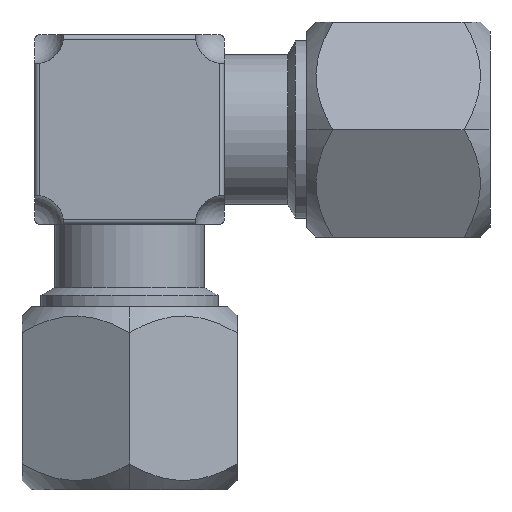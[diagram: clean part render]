
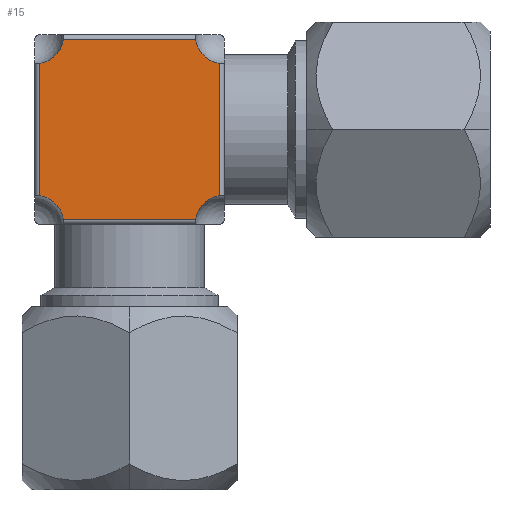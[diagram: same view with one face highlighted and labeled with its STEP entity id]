
A CAD part, left-side view. The second image highlights one B-rep face of the part: STEP entity #15.
In plain terms, the highlighted planar face has unit normal (-1, 0, 0).
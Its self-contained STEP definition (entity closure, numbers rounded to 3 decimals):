
#13 = EDGE_LOOP ( 'NONE', ( #28, #313, #338, #345, #29, #32, #27, #335 ) ) ;
#15 = ADVANCED_FACE ( 'NONE', ( #983 ), #982, .F. ) ;
#25 = VERTEX_POINT ( 'NONE', #1097 ) ;
#26 = VERTEX_POINT ( 'NONE', #1096 ) ;
#27 = ORIENTED_EDGE ( 'NONE', *, *, #55, .F. ) ;
#28 = ORIENTED_EDGE ( 'NONE', *, *, #34, .F. ) ;
#29 = ORIENTED_EDGE ( 'NONE', *, *, #30, .F. ) ;
#30 = EDGE_CURVE ( 'NONE', #342, #290, #1088, .T. ) ;
#31 = EDGE_CURVE ( 'NONE', #342, #26, #1089, .T. ) ;
#32 = ORIENTED_EDGE ( 'NONE', *, *, #31, .T. ) ;
#33 = VERTEX_POINT ( 'NONE', #1080 ) ;
#34 = EDGE_CURVE ( 'NONE', #25, #33, #1079, .T. ) ;
#55 = EDGE_CURVE ( 'NONE', #337, #26, #1244, .T. ) ;
#272 = EDGE_CURVE ( 'NONE', #25, #298, #1612, .T. ) ;
#273 = EDGE_CURVE ( 'NONE', #315, #298, #1608, .T. ) ;
#276 = EDGE_CURVE ( 'NONE', #337, #33, #1603, .T. ) ;
#290 = VERTEX_POINT ( 'NONE', #1662 ) ;
#298 = VERTEX_POINT ( 'NONE', #1706 ) ;
#313 = ORIENTED_EDGE ( 'NONE', *, *, #272, .T. ) ;
#315 = VERTEX_POINT ( 'NONE', #1752 ) ;
#326 = EDGE_CURVE ( 'NONE', #315, #290, #1741, .T. ) ;
#335 = ORIENTED_EDGE ( 'NONE', *, *, #276, .T. ) ;
#337 = VERTEX_POINT ( 'NONE', #1716 ) ;
#338 = ORIENTED_EDGE ( 'NONE', *, *, #273, .F. ) ;
#342 = VERTEX_POINT ( 'NONE', #1786 ) ;
#345 = ORIENTED_EDGE ( 'NONE', *, *, #326, .T. ) ;
#982 = PLANE ( 'NONE',  #1058 ) ;
#983 = FACE_OUTER_BOUND ( 'NONE', #13, .T. ) ;
#1055 = DIRECTION ( 'NONE',  ( 0., 0., -1. ) ) ;
#1056 = DIRECTION ( 'NONE',  ( 1., 0., 0. ) ) ;
#1057 = CARTESIAN_POINT ( 'NONE',  ( -6.5, 0., 0. ) ) ;
#1058 = AXIS2_PLACEMENT_3D ( 'NONE', #1057, #1056, #1055 ) ;
#1075 = DIRECTION ( 'NONE',  ( 0., 0., -1. ) ) ;
#1076 = DIRECTION ( 'NONE',  ( -1., 0., 0. ) ) ;
#1077 = CARTESIAN_POINT ( 'NONE',  ( -6.5, -7.5, -7.5 ) ) ;
#1078 = AXIS2_PLACEMENT_3D ( 'NONE', #1077, #1076, #1075 ) ;
#1079 = CIRCLE ( 'NONE', #1078, 2.315 ) ;
#1080 = CARTESIAN_POINT ( 'NONE',  ( -6.5, -5.22, -7.1 ) ) ;
#1081 = DIRECTION ( 'NONE',  ( 0., 0., -1. ) ) ;
#1082 = VECTOR ( 'NONE', #1081, 1000. ) ;
#1083 = CARTESIAN_POINT ( 'NONE',  ( -6.5, 7.1, -7.5 ) ) ;
#1084 = DIRECTION ( 'NONE',  ( 0., 0., -1. ) ) ;
#1085 = DIRECTION ( 'NONE',  ( -1., 0., 0. ) ) ;
#1086 = CARTESIAN_POINT ( 'NONE',  ( -6.5, 7.5, 7.5 ) ) ;
#1087 = AXIS2_PLACEMENT_3D ( 'NONE', #1086, #1085, #1084 ) ;
#1088 = CIRCLE ( 'NONE', #1087, 2.315 ) ;
#1089 = LINE ( 'NONE', #1083, #1082 ) ;
#1096 = CARTESIAN_POINT ( 'NONE',  ( -6.5, 7.1, -5.22 ) ) ;
#1097 = CARTESIAN_POINT ( 'NONE',  ( -6.5, -7.1, -5.22 ) ) ;
#1239 = AXIS2_PLACEMENT_3D ( 'NONE', #1243, #1242, #1241 ) ;
#1241 = DIRECTION ( 'NONE',  ( 0., 0., -1. ) ) ;
#1242 = DIRECTION ( 'NONE',  ( -1., 0., 0. ) ) ;
#1243 = CARTESIAN_POINT ( 'NONE',  ( -6.5, 7.5, -7.5 ) ) ;
#1244 = CIRCLE ( 'NONE', #1239, 2.315 ) ;
#1600 = DIRECTION ( 'NONE',  ( 0., -1., 0. ) ) ;
#1601 = VECTOR ( 'NONE', #1600, 1000. ) ;
#1602 = CARTESIAN_POINT ( 'NONE',  ( -6.5, -7.5, -7.1 ) ) ;
#1603 = LINE ( 'NONE', #1602, #1601 ) ;
#1604 = DIRECTION ( 'NONE',  ( 0., 0., -1. ) ) ;
#1605 = DIRECTION ( 'NONE',  ( -1., 0., 0. ) ) ;
#1606 = CARTESIAN_POINT ( 'NONE',  ( -6.5, -7.5, 7.5 ) ) ;
#1607 = AXIS2_PLACEMENT_3D ( 'NONE', #1606, #1605, #1604 ) ;
#1608 = CIRCLE ( 'NONE', #1607, 2.315 ) ;
#1609 = DIRECTION ( 'NONE',  ( 0., 0., 1. ) ) ;
#1610 = VECTOR ( 'NONE', #1609, 1000. ) ;
#1611 = CARTESIAN_POINT ( 'NONE',  ( -6.5, -7.1, 7.5 ) ) ;
#1612 = LINE ( 'NONE', #1611, #1610 ) ;
#1662 = CARTESIAN_POINT ( 'NONE',  ( -6.5, 5.22, 7.1 ) ) ;
#1706 = CARTESIAN_POINT ( 'NONE',  ( -6.5, -7.1, 5.22 ) ) ;
#1716 = CARTESIAN_POINT ( 'NONE',  ( -6.5, 5.22, -7.1 ) ) ;
#1738 = DIRECTION ( 'NONE',  ( 0., 1., 0. ) ) ;
#1739 = VECTOR ( 'NONE', #1738, 1000. ) ;
#1740 = CARTESIAN_POINT ( 'NONE',  ( -6.5, 7.5, 7.1 ) ) ;
#1741 = LINE ( 'NONE', #1740, #1739 ) ;
#1752 = CARTESIAN_POINT ( 'NONE',  ( -6.5, -5.22, 7.1 ) ) ;
#1786 = CARTESIAN_POINT ( 'NONE',  ( -6.5, 7.1, 5.22 ) ) ;
